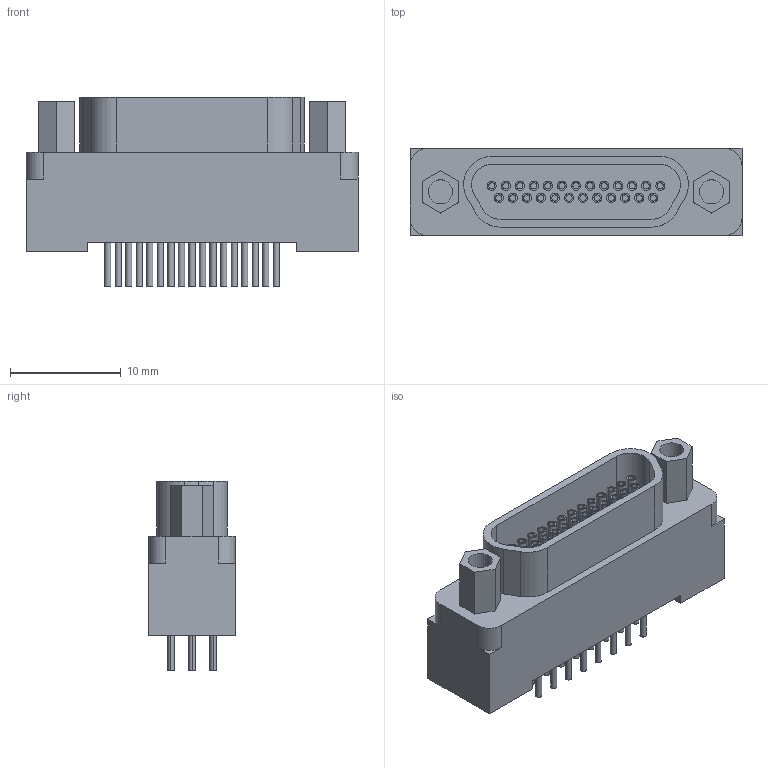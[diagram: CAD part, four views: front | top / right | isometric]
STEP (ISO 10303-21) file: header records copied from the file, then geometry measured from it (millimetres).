
FILE_DESCRIPTION(('STEP AP242'),'1');
FILE_NAME('gmr7580-25s1bsm.stp','2019-12-27T10:32:32',('TraceParts'),('TraceParts S.A.'),'Spatial InterOp 3D',' ',' ');
FILE_SCHEMA(('AP242_MANAGED_MODEL_BASED_3D_ENGINEERING_MIM_LF {1 0 10303 442 1 1 4}'));
Length unit declared in the file: millimetre
Products named in the file (1): gmr7580-25s1bsm
Bounding box: 30.01 x 7.87 x 17.11 mm (x, y, z)
Volume: 2222.1 mm3; surface area: 2477.1 mm2
Topology: 1 solids, 8 shells, 527 faces, 1239 edges, 826 vertices
Faces by surface type: plane 262, cylinder 174, bspline 91
Entity records: 24786 total; most frequent: CARTESIAN_POINT 8660, ORIENTED_EDGE 2478, DIRECTION 2279, EDGE_CURVE 1239, VERTEX_POINT 826, AXIS2_PLACEMENT_3D 785, LINE 709, VECTOR 709
